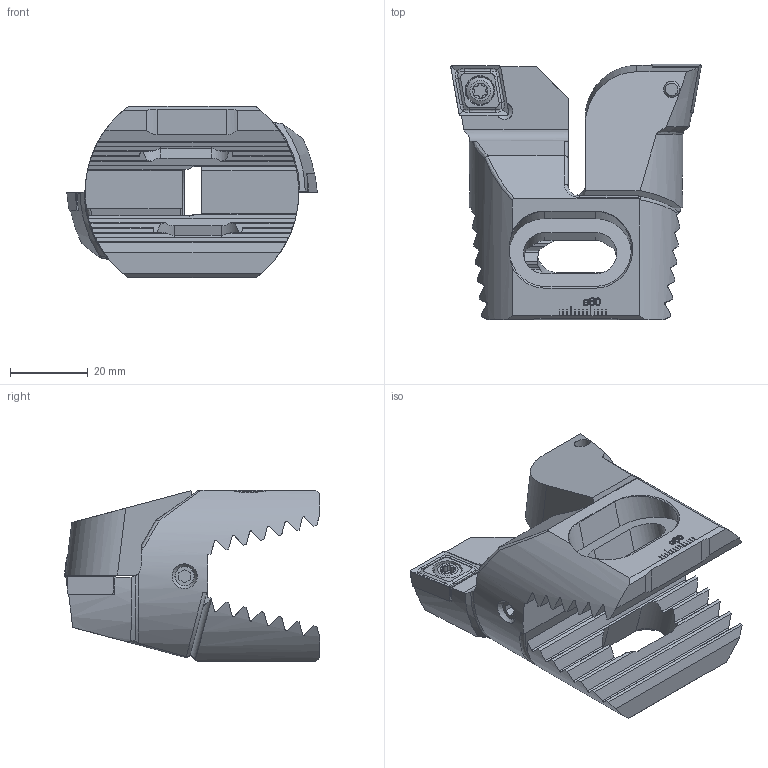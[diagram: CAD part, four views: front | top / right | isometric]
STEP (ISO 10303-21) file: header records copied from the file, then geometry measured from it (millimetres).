
FILE_DESCRIPTION (( 'STEP AP214' ), '1' );
FILE_NAME ('Z55.WCC.B13.037.STEP', '2020-08-14T11:54:01', ( '' ), ( '' ), 'SwSTEP 2.0', 'SolidWorks 2017', '' );
FILE_SCHEMA (( 'AUTOMOTIVE_DESIGN' ));
Length unit declared in the file: millimetre
Products named in the file (7): Z55.WCC.B13.037; Z55-WCC.001.037_A; Z55-ER3.001.020; Z55-WCC.004.037_einzeln; WCC-ER2.001.010_A; Z55-xxx.001.037_C_versetzt; CCMT120404
Assembly tree (9 placements, depth 3):
  Z55.WCC.B13.037
    Z55-WCC.004.037_einzeln
      Z55-xxx.001.037_C_versetzt
      WCC-ER2.001.010_A
      CCMT120404
    CCMT120404
    WCC-ER2.001.010_A
    Z55-ER3.001.020  x2
    Z55-WCC.001.037_A
Bounding box: 64.5 x 65.8 x 44.1 mm (x, y, z)
Volume: 61717.2 mm3; surface area: 22861.1 mm2
Topology: 8 solids, 8 shells, 482 faces, 1282 edges, 811 vertices
Faces by surface type: plane 250, cylinder 96, bspline 73, cone 50, torus 9, sphere 4
Full cylindrical faces by diameter (mm): 1 x1, 2 x3, 4 x2, 4.2 x4, 5 x4, 5.5 x2, 6 x2, 7 x2, 7.6 x2
Entity records: 16166 total; most frequent: CARTESIAN_POINT 6344, ORIENTED_EDGE 2064, DIRECTION 1525, EDGE_CURVE 1032, VERTEX_POINT 683, VECTOR 543, LINE 543, AXIS2_PLACEMENT_3D 491
